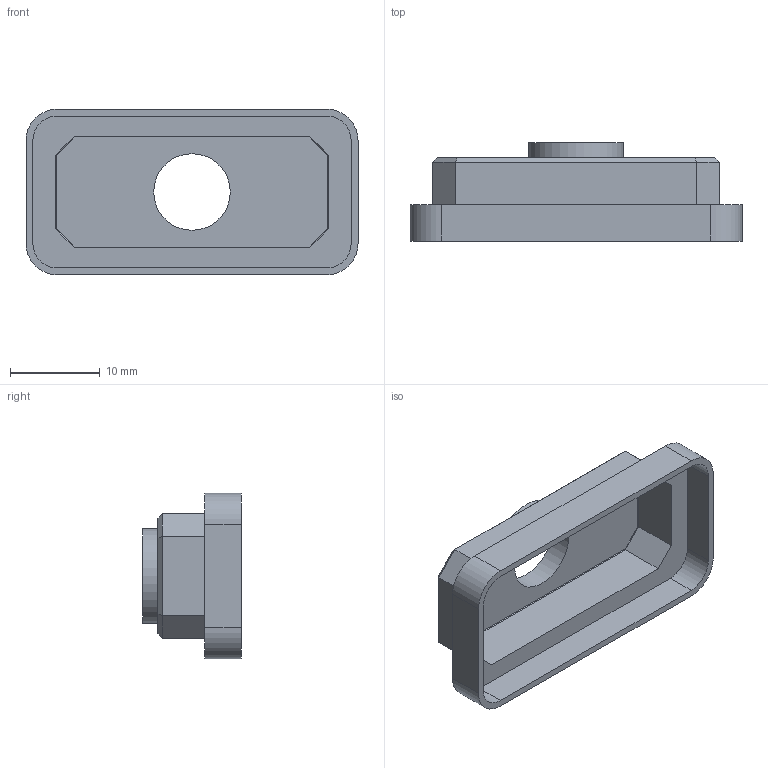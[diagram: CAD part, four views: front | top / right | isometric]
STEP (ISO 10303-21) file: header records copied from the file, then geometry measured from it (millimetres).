
FILE_DESCRIPTION(/* description */ (''),/* implementation_level */ '2;1');
FILE_NAME(/* name */ 'Topre_Stabilizer_Housings_2U.step',/* time_stamp */ '2022-05-29T19:14:15+02:00',/* author */ (''),/* organization */ (''),/* preprocessor_version */ 'ST-DEVELOPER v19',/* originating_system */ 'Autodesk Translation Framework v11.7.0.108',/* authorisation */ '');
FILE_SCHEMA (('AUTOMOTIVE_DESIGN { 1 0 10303 214 3 1 1 }'));
Length unit declared in the file: millimetre
Products named in the file (1): TOPRE_STABILIZER_HOUSING
Bounding box: 36.93 x 10.96 x 18.41 mm (x, y, z)
Volume: 1095.6 mm3; surface area: 2939.9 mm2
Topology: 1 solids, 1 shells, 56 faces, 134 edges, 84 vertices
Faces by surface type: plane 46, cylinder 10
Full cylindrical faces by diameter (mm): 8.509 x1, 10.566 x1
Entity records: 1634 total; most frequent: CARTESIAN_POINT 275, ORIENTED_EDGE 268, DIRECTION 268, EDGE_CURVE 134, LINE 114, VECTOR 114, VERTEX_POINT 84, AXIS2_PLACEMENT_3D 77
